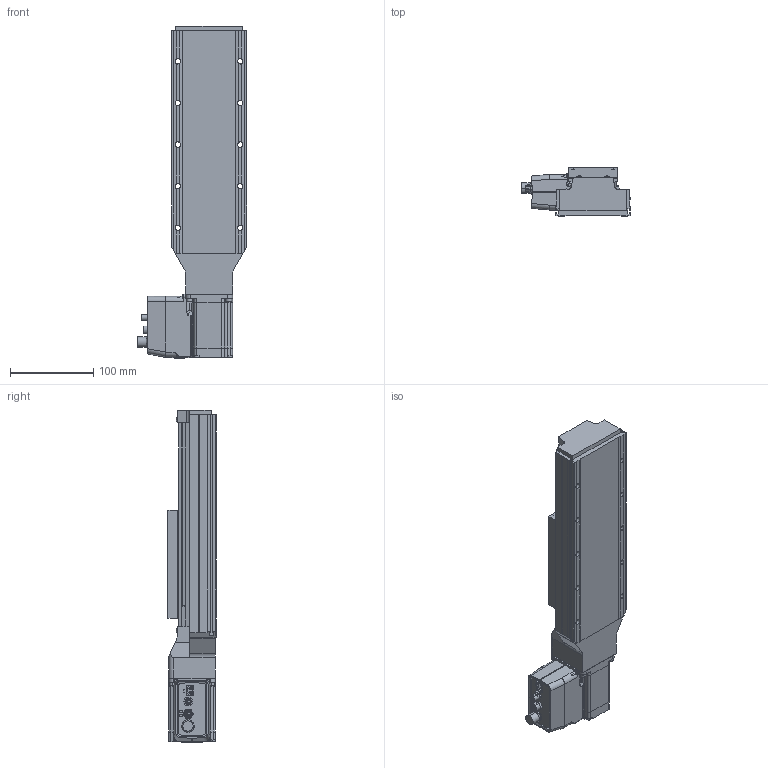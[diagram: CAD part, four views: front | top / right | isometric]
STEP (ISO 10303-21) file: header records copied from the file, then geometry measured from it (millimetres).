
FILE_DESCRIPTION (( 'STEP AP203' ), '1' );
FILE_NAME ('X-LRT0100xL-C.step', '2023-05-25T20:46:15', ( '' ), ( '' ), 'SwSTEP 2.0', 'SolidWorks 2019', '' );
FILE_SCHEMA (( 'CONFIG_CONTROL_DESIGN' ));
Length unit declared in the file: millimetre
Products named in the file (4): LRT_base^LRT_LRT0100; LRT_motor^LRT_X-LRT; LRT_carriage^LRT_LRT; X-LRT0100xL-C
Assembly tree (3 placements, depth 2):
  X-LRT0100xL-C
    LRT_base^LRT_LRT0100
    LRT_motor^LRT_X-LRT
    LRT_carriage^LRT_LRT
Bounding box: 131 x 58 x 399 mm (x, y, z)
Volume: 1534146.9 mm3; surface area: 230926.3 mm2
Topology: 33 solids, 33 shells, 818 faces, 2084 edges, 1374 vertices
Faces by surface type: plane 507, cylinder 279, bspline 18, cone 6, sphere 4, torus 4
Entity records: 26075 total; most frequent: CARTESIAN_POINT 5659, DIRECTION 4144, ORIENTED_EDGE 4136, EDGE_CURVE 2068, VECTOR 1400, LINE 1400, AXIS2_PLACEMENT_3D 1372, VERTEX_POINT 1366
